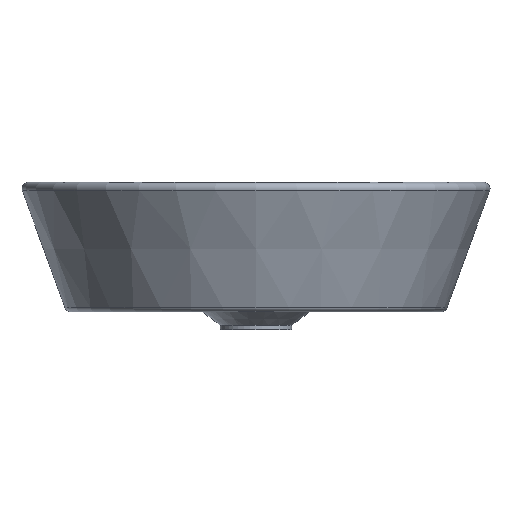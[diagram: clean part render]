
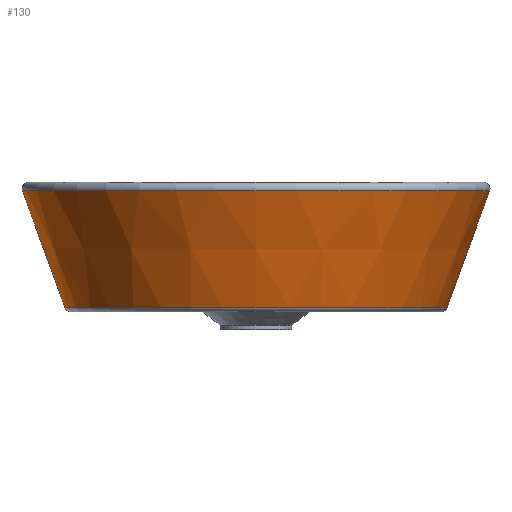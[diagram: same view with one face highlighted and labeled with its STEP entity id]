
A CAD part, front view. The second image highlights one B-rep face of the part: STEP entity #130.
In plain terms, the highlighted conical face has half-angle 20 degrees and reference radius 238.612 mm.
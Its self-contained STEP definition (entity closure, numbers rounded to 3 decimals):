
#88=CARTESIAN_POINT('',(213.901,-25.276,0.));
#89=VERTEX_POINT('',#88);
#90=CARTESIAN_POINT('',(0.0,-25.276,0.));
#91=DIRECTION('',(0.0,-1.0,0.0));
#92=DIRECTION('',(-1.0,0.0,0.0));
#93=AXIS2_PLACEMENT_3D('',#90,#91,#92);
#94=CIRCLE('',#93,213.901);
#95=EDGE_CURVE('',#89,#89,#94,.T.);
#111=CARTESIAN_POINT('',(0.,42.618,0.0));
#112=DIRECTION('',(0.,1.0,0.0));
#113=DIRECTION('',(1.0,0.0,0.0));
#114=AXIS2_PLACEMENT_3D('',#111,#112,#113);
#115=CONICAL_SURFACE('',#114,238.612,20.);
#116=CARTESIAN_POINT('',(261.581,105.724,0.));
#117=VERTEX_POINT('',#116);
#118=CARTESIAN_POINT('',(0.0,105.724,0.));
#119=DIRECTION('',(0.0,1.0,0.0));
#120=DIRECTION('',(-1.0,0.0,0.0));
#121=AXIS2_PLACEMENT_3D('',#118,#119,#120);
#122=CIRCLE('',#121,261.581);
#123=EDGE_CURVE('',#117,#117,#122,.T.);
#124=ORIENTED_EDGE('',*,*,#123,.F.);
#125=EDGE_LOOP('',(#124));
#126=FACE_OUTER_BOUND('',#125,.T.);
#127=ORIENTED_EDGE('',*,*,#95,.F.);
#128=EDGE_LOOP('',(#127));
#129=FACE_BOUND('',#128,.T.);
#130=ADVANCED_FACE('',(#126,#129),#115,.T.);
